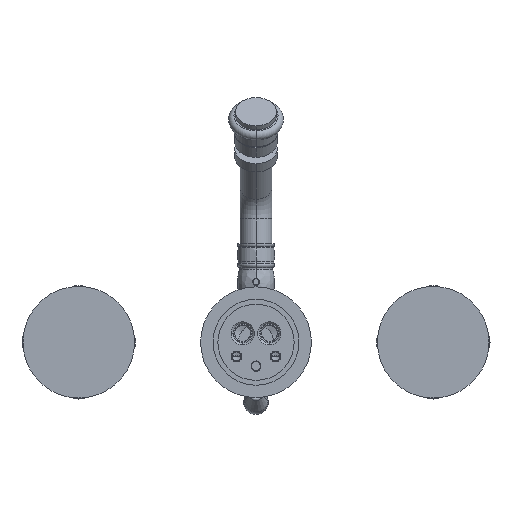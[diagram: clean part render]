
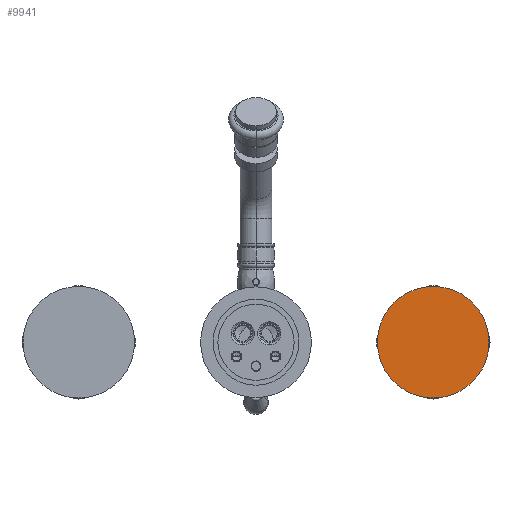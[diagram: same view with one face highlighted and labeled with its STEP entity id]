
A CAD part, front view. The second image highlights one B-rep face of the part: STEP entity #9941.
In plain terms, the highlighted planar face has unit normal (0, -1, 0).
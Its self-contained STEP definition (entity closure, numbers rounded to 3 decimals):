
#2417=CARTESIAN_POINT('',(100.,-25.2,0.));
#2418=DIRECTION('',(0.,1.,0.));
#2419=DIRECTION('',(1.,0.,0.));
#2420=AXIS2_PLACEMENT_3D('',#2417,#2418,#2419);
#2422=CARTESIAN_POINT('',(100.,-25.2,0.));
#2423=DIRECTION('',(0.,-1.,0.));
#2424=DIRECTION('',(1.,0.,0.));
#2425=AXIS2_PLACEMENT_3D('',#2422,#2423,#2424);
#6740=CARTESIAN_POINT('',(131.5,-25.2,0.));
#6742=VERTEX_POINT('',#6740);
#6744=CARTESIAN_POINT('',(68.5,-25.2,0.));
#6746=VERTEX_POINT('',#6744);
#9932=CARTESIAN_POINT('',(100.,-25.2,0.));
#9933=DIRECTION('',(0.,-1.,0.));
#9934=DIRECTION('',(-1.,0.,0.));
#9935=AXIS2_PLACEMENT_3D('',#9932,#9933,#9934);
#9936=PLANE('',#9935);
#9937=ORIENTED_EDGE('',*,*,#9900,.T.);
#9938=ORIENTED_EDGE('',*,*,#9918,.F.);
#9939=EDGE_LOOP('',(#9937,#9938));
#9940=FACE_OUTER_BOUND('',#9939,.F.);
#9941=ADVANCED_FACE('',(#9940),#9936,.T.);
#2421=CIRCLE('',#2420,31.5);
#2426=CIRCLE('',#2425,31.5);
#9900=EDGE_CURVE('',#6742,#6746,#2421,.T.);
#9918=EDGE_CURVE('',#6742,#6746,#2426,.T.);
